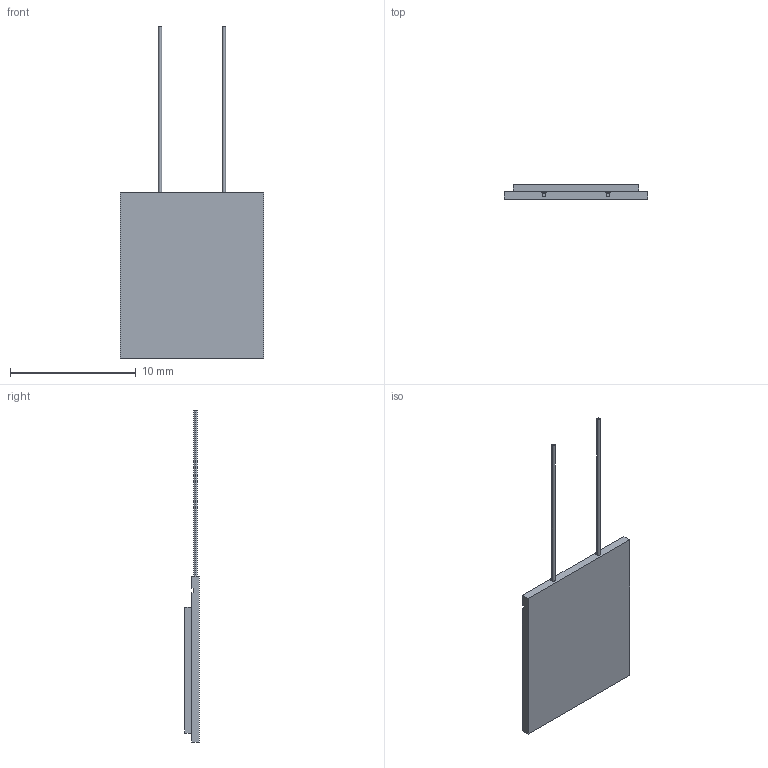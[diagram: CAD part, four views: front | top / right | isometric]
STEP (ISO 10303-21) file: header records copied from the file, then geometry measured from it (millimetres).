
FILE_DESCRIPTION (( 'STEP AP214' ), '1' );
FILE_NAME ('2739-E0W.STEP', '2020-08-17T13:40:35', ( '' ), ( '' ), 'SwSTEP 2.0', 'SolidWorks 2018', '' );
FILE_SCHEMA (( 'AUTOMOTIVE_DESIGN' ));
Length unit declared in the file: inch
Products named in the file (1): 2739-E0W
Bounding box: 11.43 x 1.19 x 26.42 mm (x, y, z)
Volume: 152.2 mm3; surface area: 380.5 mm2
Topology: 3 solids, 3 shells, 41 faces, 104 edges, 72 vertices
Faces by surface type: plane 27, cylinder 14
Entity records: 1819 total; most frequent: CARTESIAN_POINT 230, ORIENTED_EDGE 208, DIRECTION 208, EDGE_CURVE 104, LINE 76, VECTOR 76, VERTEX_POINT 72, AXIS2_PLACEMENT_3D 66
